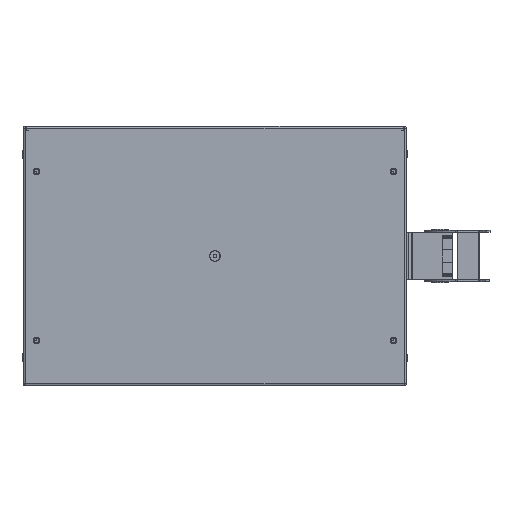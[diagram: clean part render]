
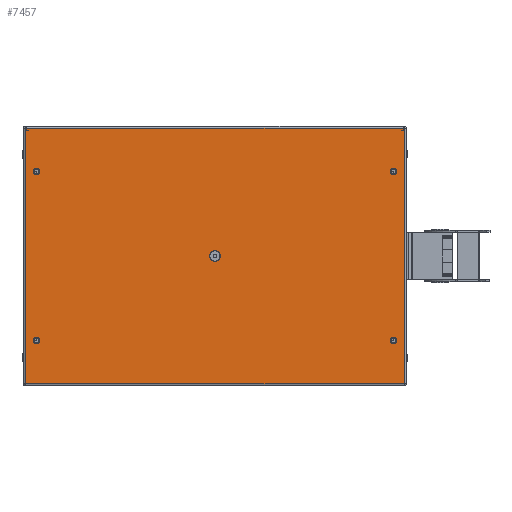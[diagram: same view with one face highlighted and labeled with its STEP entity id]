
A CAD part, left-side view. The second image highlights one B-rep face of the part: STEP entity #7457.
In plain terms, the highlighted planar face has unit normal (-1, 0, 0).
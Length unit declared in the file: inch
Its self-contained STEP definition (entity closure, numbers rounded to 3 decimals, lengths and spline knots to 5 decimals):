
#86 = DIRECTION ( 'NONE',  ( 1., 0., 0. ) ) ;
#1523 = CARTESIAN_POINT ( 'NONE',  ( -9.92126, 3.44488, -4.68504 ) ) ;
#1531 = ORIENTED_EDGE ( 'NONE', *, *, #19373, .T. ) ;
#2209 = AXIS2_PLACEMENT_3D ( 'NONE', #20414, #11146, #51982 ) ;
#2642 = VERTEX_POINT ( 'NONE', #19241 ) ;
#2808 = EDGE_CURVE ( 'NONE', #6921, #2642, #52600, .T. ) ;
#3225 = DIRECTION ( 'NONE',  ( 1., 0., 0. ) ) ;
#3373 = EDGE_CURVE ( 'NONE', #44802, #51803, #36724, .T. ) ;
#3520 = DIRECTION ( 'NONE',  ( 1., 0., 0. ) ) ;
#3814 = DIRECTION ( 'NONE',  ( 0., 0., -1. ) ) ;
#4127 = ORIENTED_EDGE ( 'NONE', *, *, #3373, .T. ) ;
#4389 = CARTESIAN_POINT ( 'NONE',  ( -9.92126, -3.24803, -3.89764 ) ) ;
#4411 = EDGE_CURVE ( 'NONE', #32495, #34276, #44751, .T. ) ;
#4446 = VECTOR ( 'NONE', #44274, 39.37008 ) ;
#4852 = LINE ( 'NONE', #35535, #19847 ) ;
#5762 = CARTESIAN_POINT ( 'NONE',  ( -9.92126, -3.44488, 0. ) ) ;
#6118 = VERTEX_POINT ( 'NONE', #47775 ) ;
#6579 = EDGE_LOOP ( 'NONE', ( #19008, #15153, #35190, #18162 ) ) ;
#6819 = DIRECTION ( 'NONE',  ( 1., 0., 0. ) ) ;
#6921 = VERTEX_POINT ( 'NONE', #14160 ) ;
#7457 = ADVANCED_FACE ( 'NONE', ( #37782, #51139, #15499, #16078, #10868, #28514 ), #20425, .F. ) ;
#9054 = DIRECTION ( 'NONE',  ( 0., 0., -1. ) ) ;
#9194 = CARTESIAN_POINT ( 'NONE',  ( -9.92126, -3.24803, -0.82677 ) ) ;
#10111 = DIRECTION ( 'NONE',  ( 0., 0., 1. ) ) ;
#10115 = AXIS2_PLACEMENT_3D ( 'NONE', #38080, #6819, #46200 ) ;
#10467 = EDGE_LOOP ( 'NONE', ( #15143, #4127 ) ) ;
#10868 = FACE_OUTER_BOUND ( 'NONE', #6579, .T. ) ;
#11146 = DIRECTION ( 'NONE',  ( 1., 0., 0. ) ) ;
#11789 = AXIS2_PLACEMENT_3D ( 'NONE', #31039, #86, #9054 ) ;
#11799 = AXIS2_PLACEMENT_3D ( 'NONE', #4389, #3520, #26383 ) ;
#11907 = CARTESIAN_POINT ( 'NONE',  ( -9.92126, 0., -2.3622 ) ) ;
#12471 = EDGE_CURVE ( 'NONE', #36296, #23139, #39983, .T. ) ;
#12688 = DIRECTION ( 'NONE',  ( 1., 0., 0. ) ) ;
#12750 = AXIS2_PLACEMENT_3D ( 'NONE', #55646, #3225, #15957 ) ;
#12788 = EDGE_CURVE ( 'NONE', #23139, #41198, #52696, .T. ) ;
#14160 = CARTESIAN_POINT ( 'NONE',  ( -9.92126, 3.24803, -0.88583 ) ) ;
#14866 = CIRCLE ( 'NONE', #43540, 0.10139 ) ;
#15065 = EDGE_CURVE ( 'NONE', #57323, #54368, #36739, .T. ) ;
#15143 = ORIENTED_EDGE ( 'NONE', *, *, #41534, .T. ) ;
#15153 = ORIENTED_EDGE ( 'NONE', *, *, #12788, .T. ) ;
#15333 = DIRECTION ( 'NONE',  ( 0., 0., -1. ) ) ;
#15499 = FACE_BOUND ( 'NONE', #30022, .T. ) ;
#15957 = DIRECTION ( 'NONE',  ( 0., 0., -1. ) ) ;
#16078 = FACE_BOUND ( 'NONE', #10467, .T. ) ;
#16321 = DIRECTION ( 'NONE',  ( 0., 0., -1. ) ) ;
#16400 = CIRCLE ( 'NONE', #32082, 0.05906 ) ;
#16849 = CARTESIAN_POINT ( 'NONE',  ( -9.92126, -3.24803, -3.89764 ) ) ;
#17052 = EDGE_LOOP ( 'NONE', ( #50697, #35651 ) ) ;
#17116 = DIRECTION ( 'NONE',  ( 0., 0., -1. ) ) ;
#18002 = CARTESIAN_POINT ( 'NONE',  ( -9.92126, 3.44488, -4.72441 ) ) ;
#18162 = ORIENTED_EDGE ( 'NONE', *, *, #28612, .T. ) ;
#19008 = ORIENTED_EDGE ( 'NONE', *, *, #12471, .T. ) ;
#19241 = CARTESIAN_POINT ( 'NONE',  ( -9.92126, 3.24803, -0.76772 ) ) ;
#19373 = EDGE_CURVE ( 'NONE', #34276, #32495, #31647, .T. ) ;
#19847 = VECTOR ( 'NONE', #31195, 39.37008 ) ;
#20231 = CARTESIAN_POINT ( 'NONE',  ( -9.92126, -3.24803, -0.76772 ) ) ;
#20241 = ORIENTED_EDGE ( 'NONE', *, *, #4411, .T. ) ;
#20414 = CARTESIAN_POINT ( 'NONE',  ( -9.92126, -3.24803, -0.82677 ) ) ;
#20425 = PLANE ( 'NONE',  #10115 ) ;
#20645 = ORIENTED_EDGE ( 'NONE', *, *, #52685, .T. ) ;
#21618 = CARTESIAN_POINT ( 'NONE',  ( -9.92126, -3.24803, -0.88583 ) ) ;
#22817 = CARTESIAN_POINT ( 'NONE',  ( -9.92126, 0., -2.3622 ) ) ;
#23139 = VERTEX_POINT ( 'NONE', #1523 ) ;
#24421 = DIRECTION ( 'NONE',  ( 1., 0., 0. ) ) ;
#25569 = CARTESIAN_POINT ( 'NONE',  ( -9.92126, -3.44488, -4.68504 ) ) ;
#25739 = CARTESIAN_POINT ( 'NONE',  ( -9.92126, 0., -4.68504 ) ) ;
#26383 = DIRECTION ( 'NONE',  ( 0., 0., -1. ) ) ;
#27984 = AXIS2_PLACEMENT_3D ( 'NONE', #11907, #55939, #17116 ) ;
#28428 = CIRCLE ( 'NONE', #12750, 0.05906 ) ;
#28514 = FACE_BOUND ( 'NONE', #17052, .T. ) ;
#28612 = EDGE_CURVE ( 'NONE', #6118, #36296, #4852, .T. ) ;
#29246 = CARTESIAN_POINT ( 'NONE',  ( -9.92126, 3.24803, -3.95669 ) ) ;
#29779 = AXIS2_PLACEMENT_3D ( 'NONE', #9194, #12688, #48021 ) ;
#30022 = EDGE_LOOP ( 'NONE', ( #44460, #20645 ) ) ;
#31039 = CARTESIAN_POINT ( 'NONE',  ( -9.92126, 3.24803, -3.89764 ) ) ;
#31195 = DIRECTION ( 'NONE',  ( 0., 1., 0. ) ) ;
#31426 = CARTESIAN_POINT ( 'NONE',  ( -9.92126, 3.44488, -0.03937 ) ) ;
#31647 = CIRCLE ( 'NONE', #29779, 0.05906 ) ;
#31951 = VERTEX_POINT ( 'NONE', #46066 ) ;
#32082 = AXIS2_PLACEMENT_3D ( 'NONE', #16849, #43465, #3814 ) ;
#32495 = VERTEX_POINT ( 'NONE', #20231 ) ;
#33377 = CARTESIAN_POINT ( 'NONE',  ( -9.92126, 3.24803, -0.82677 ) ) ;
#34246 = DIRECTION ( 'NONE',  ( 1., 0., 0. ) ) ;
#34276 = VERTEX_POINT ( 'NONE', #21618 ) ;
#35111 = CIRCLE ( 'NONE', #40642, 0.05906 ) ;
#35190 = ORIENTED_EDGE ( 'NONE', *, *, #52123, .T. ) ;
#35535 = CARTESIAN_POINT ( 'NONE',  ( -9.92126, 3.48425, -0.03937 ) ) ;
#35651 = ORIENTED_EDGE ( 'NONE', *, *, #53805, .T. ) ;
#35789 = ORIENTED_EDGE ( 'NONE', *, *, #15065, .T. ) ;
#36182 = CARTESIAN_POINT ( 'NONE',  ( -9.92126, -3.24803, -3.95669 ) ) ;
#36296 = VERTEX_POINT ( 'NONE', #31426 ) ;
#36724 = CIRCLE ( 'NONE', #11789, 0.05906 ) ;
#36739 = CIRCLE ( 'NONE', #11799, 0.05906 ) ;
#37782 = FACE_BOUND ( 'NONE', #52074, .T. ) ;
#38080 = CARTESIAN_POINT ( 'NONE',  ( -9.92126, 0., -4.72441 ) ) ;
#38227 = EDGE_CURVE ( 'NONE', #54368, #57323, #16400, .T. ) ;
#39983 = LINE ( 'NONE', #18002, #42347 ) ;
#40642 = AXIS2_PLACEMENT_3D ( 'NONE', #33377, #24421, #51373 ) ;
#40886 = CARTESIAN_POINT ( 'NONE',  ( -9.92126, 0., -2.4636 ) ) ;
#41198 = VERTEX_POINT ( 'NONE', #25569 ) ;
#41497 = VECTOR ( 'NONE', #10111, 39.37008 ) ;
#41534 = EDGE_CURVE ( 'NONE', #51803, #44802, #28428, .T. ) ;
#42347 = VECTOR ( 'NONE', #15333, 39.37008 ) ;
#42704 = VERTEX_POINT ( 'NONE', #40886 ) ;
#43465 = DIRECTION ( 'NONE',  ( 1., 0., 0. ) ) ;
#43540 = AXIS2_PLACEMENT_3D ( 'NONE', #22817, #53527, #44522 ) ;
#44270 = AXIS2_PLACEMENT_3D ( 'NONE', #47896, #34246, #16321 ) ;
#44274 = DIRECTION ( 'NONE',  ( 0., -1., 0. ) ) ;
#44460 = ORIENTED_EDGE ( 'NONE', *, *, #2808, .T. ) ;
#44522 = DIRECTION ( 'NONE',  ( 0., 0., -1. ) ) ;
#44751 = CIRCLE ( 'NONE', #2209, 0.05906 ) ;
#44802 = VERTEX_POINT ( 'NONE', #46303 ) ;
#46066 = CARTESIAN_POINT ( 'NONE',  ( -9.92126, 0., -2.26081 ) ) ;
#46200 = DIRECTION ( 'NONE',  ( 0., 0., -1. ) ) ;
#46303 = CARTESIAN_POINT ( 'NONE',  ( -9.92126, 3.24803, -3.83858 ) ) ;
#46895 = EDGE_LOOP ( 'NONE', ( #35789, #51424 ) ) ;
#47775 = CARTESIAN_POINT ( 'NONE',  ( -9.92126, -3.44488, -0.03937 ) ) ;
#47896 = CARTESIAN_POINT ( 'NONE',  ( -9.92126, 3.24803, -0.82677 ) ) ;
#48021 = DIRECTION ( 'NONE',  ( 0., 0., -1. ) ) ;
#49233 = LINE ( 'NONE', #5762, #41497 ) ;
#49305 = CIRCLE ( 'NONE', #27984, 0.10139 ) ;
#50697 = ORIENTED_EDGE ( 'NONE', *, *, #57167, .T. ) ;
#51102 = CARTESIAN_POINT ( 'NONE',  ( -9.92126, -3.24803, -3.83858 ) ) ;
#51139 = FACE_BOUND ( 'NONE', #46895, .T. ) ;
#51373 = DIRECTION ( 'NONE',  ( 0., 0., -1. ) ) ;
#51424 = ORIENTED_EDGE ( 'NONE', *, *, #38227, .T. ) ;
#51803 = VERTEX_POINT ( 'NONE', #29246 ) ;
#51982 = DIRECTION ( 'NONE',  ( 0., 0., -1. ) ) ;
#52074 = EDGE_LOOP ( 'NONE', ( #1531, #20241 ) ) ;
#52123 = EDGE_CURVE ( 'NONE', #41198, #6118, #49233, .T. ) ;
#52600 = CIRCLE ( 'NONE', #44270, 0.05906 ) ;
#52685 = EDGE_CURVE ( 'NONE', #2642, #6921, #35111, .T. ) ;
#52696 = LINE ( 'NONE', #25739, #4446 ) ;
#53527 = DIRECTION ( 'NONE',  ( 1., 0., 0. ) ) ;
#53805 = EDGE_CURVE ( 'NONE', #42704, #31951, #14866, .T. ) ;
#54368 = VERTEX_POINT ( 'NONE', #51102 ) ;
#55646 = CARTESIAN_POINT ( 'NONE',  ( -9.92126, 3.24803, -3.89764 ) ) ;
#55939 = DIRECTION ( 'NONE',  ( 1., 0., 0. ) ) ;
#57167 = EDGE_CURVE ( 'NONE', #31951, #42704, #49305, .T. ) ;
#57323 = VERTEX_POINT ( 'NONE', #36182 ) ;
